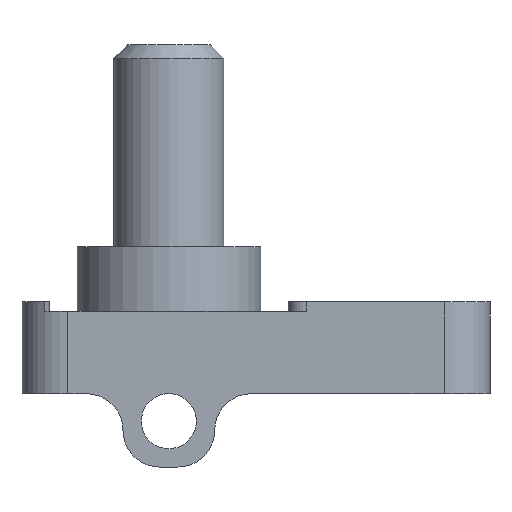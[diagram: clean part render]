
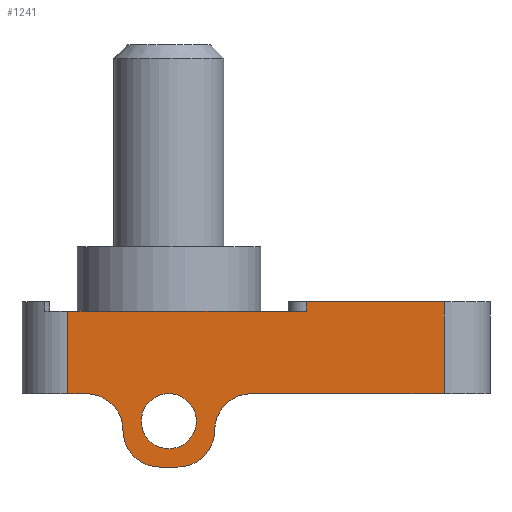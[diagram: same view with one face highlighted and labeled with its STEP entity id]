
A CAD part, front view. The second image highlights one B-rep face of the part: STEP entity #1241.
In plain terms, the highlighted planar face has unit normal (0, -1, 0).
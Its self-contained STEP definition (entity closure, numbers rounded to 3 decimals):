
#22 = CARTESIAN_POINT ( 'NONE',  ( 7.5, -5., 5. ) ) ;
#37 = CARTESIAN_POINT ( 'NONE',  ( -17.5, -5., 4.5 ) ) ;
#46 = ORIENTED_EDGE ( 'NONE', *, *, #479, .T. ) ;
#47 = DIRECTION ( 'NONE',  ( 1., 0., 0. ) ) ;
#69 = ORIENTED_EDGE ( 'NONE', *, *, #1596, .F. ) ;
#99 = DIRECTION ( 'NONE',  ( 0., 0., -1. ) ) ;
#108 = AXIS2_PLACEMENT_3D ( 'NONE', #803, #273, #2141 ) ;
#110 = CARTESIAN_POINT ( 'NONE',  ( 15., -5., 5. ) ) ;
#166 = LINE ( 'NONE', #1409, #1141 ) ;
#172 = DIRECTION ( 'NONE',  ( 0., 0., 1. ) ) ;
#180 = DIRECTION ( 'NONE',  ( -1., 0., 0. ) ) ;
#226 = DIRECTION ( 'NONE',  ( 1., 0., 0. ) ) ;
#229 = EDGE_CURVE ( 'NONE', #1577, #799, #1302, .T. ) ;
#244 = EDGE_CURVE ( 'NONE', #2170, #2053, #1597, .T. ) ;
#268 = VECTOR ( 'NONE', #226, 1000. ) ;
#273 = DIRECTION ( 'NONE',  ( 0., -1., 0. ) ) ;
#280 = VECTOR ( 'NONE', #613, 1000. ) ;
#309 = CIRCLE ( 'NONE', #2162, 2. ) ;
#321 = ORIENTED_EDGE ( 'NONE', *, *, #1879, .T. ) ;
#340 = CARTESIAN_POINT ( 'NONE',  ( -4.5, -5., 0. ) ) ;
#360 = PLANE ( 'NONE',  #970 ) ;
#418 = CARTESIAN_POINT ( 'NONE',  ( 0., -5., -3. ) ) ;
#423 = VERTEX_POINT ( 'NONE', #340 ) ;
#435 = FACE_OUTER_BOUND ( 'NONE', #1656, .T. ) ;
#448 = DIRECTION ( 'NONE',  ( 0., 0., -1. ) ) ;
#479 = EDGE_CURVE ( 'NONE', #879, #2170, #1443, .T. ) ;
#488 = FACE_BOUND ( 'NONE', #1921, .T. ) ;
#526 = CARTESIAN_POINT ( 'NONE',  ( 0.5, -5., -4. ) ) ;
#547 = EDGE_CURVE ( 'NONE', #1334, #1796, #2188, .T. ) ;
#551 = ORIENTED_EDGE ( 'NONE', *, *, #547, .F. ) ;
#565 = VECTOR ( 'NONE', #180, 1000. ) ;
#613 = DIRECTION ( 'NONE',  ( 1., 0., 0. ) ) ;
#615 = VECTOR ( 'NONE', #1959, 1000. ) ;
#631 = VERTEX_POINT ( 'NONE', #734 ) ;
#638 = CARTESIAN_POINT ( 'NONE',  ( 2.5, -5., -2. ) ) ;
#678 = AXIS2_PLACEMENT_3D ( 'NONE', #1375, #863, #172 ) ;
#695 = DIRECTION ( 'NONE',  ( 0., 1., 0. ) ) ;
#701 = CARTESIAN_POINT ( 'NONE',  ( 2.5, -5., -4. ) ) ;
#727 = LINE ( 'NONE', #37, #268 ) ;
#734 = CARTESIAN_POINT ( 'NONE',  ( -5.5, -5., 0. ) ) ;
#751 = CARTESIAN_POINT ( 'NONE',  ( 0., -5., -1.5 ) ) ;
#757 = VECTOR ( 'NONE', #47, 1000. ) ;
#794 = CARTESIAN_POINT ( 'NONE',  ( -17.5, -5., 5. ) ) ;
#799 = VERTEX_POINT ( 'NONE', #956 ) ;
#803 = CARTESIAN_POINT ( 'NONE',  ( 0.5, -5., -2. ) ) ;
#820 = DIRECTION ( 'NONE',  ( 0., -1., 0. ) ) ;
#834 = CIRCLE ( 'NONE', #982, 1.5 ) ;
#842 = ORIENTED_EDGE ( 'NONE', *, *, #1186, .T. ) ;
#863 = DIRECTION ( 'NONE',  ( 0., -1., 0. ) ) ;
#879 = VERTEX_POINT ( 'NONE', #638 ) ;
#896 = EDGE_CURVE ( 'NONE', #423, #1852, #309, .T. ) ;
#926 = ORIENTED_EDGE ( 'NONE', *, *, #1946, .F. ) ;
#956 = CARTESIAN_POINT ( 'NONE',  ( 0., -5., 0. ) ) ;
#970 = AXIS2_PLACEMENT_3D ( 'NONE', #1537, #1082, #1252 ) ;
#982 = AXIS2_PLACEMENT_3D ( 'NONE', #751, #2125, #1615 ) ;
#989 = CARTESIAN_POINT ( 'NONE',  ( -5.5, -5., 4.5 ) ) ;
#1019 = VERTEX_POINT ( 'NONE', #1095 ) ;
#1039 = CARTESIAN_POINT ( 'NONE',  ( -2.5, -5., -2. ) ) ;
#1082 = DIRECTION ( 'NONE',  ( 0., 1., 0. ) ) ;
#1095 = CARTESIAN_POINT ( 'NONE',  ( 7.5, -5., 4.5 ) ) ;
#1104 = VERTEX_POINT ( 'NONE', #110 ) ;
#1118 = LINE ( 'NONE', #1390, #757 ) ;
#1127 = ORIENTED_EDGE ( 'NONE', *, *, #2139, .F. ) ;
#1141 = VECTOR ( 'NONE', #1751, 1000. ) ;
#1145 = LINE ( 'NONE', #2083, #1436 ) ;
#1163 = CARTESIAN_POINT ( 'NONE',  ( -0.5, -5., -4. ) ) ;
#1186 = EDGE_CURVE ( 'NONE', #1767, #631, #1354, .T. ) ;
#1241 = ADVANCED_FACE ( 'NONE', ( #488, #435 ), #360, .F. ) ;
#1252 = DIRECTION ( 'NONE',  ( 0., 0., 1. ) ) ;
#1256 = ORIENTED_EDGE ( 'NONE', *, *, #1652, .T. ) ;
#1267 = VECTOR ( 'NONE', #2030, 1000. ) ;
#1296 = CIRCLE ( 'NONE', #108, 2. ) ;
#1302 = CIRCLE ( 'NONE', #1984, 1.5 ) ;
#1308 = CARTESIAN_POINT ( 'NONE',  ( 0., -5., -1.5 ) ) ;
#1334 = VERTEX_POINT ( 'NONE', #526 ) ;
#1336 = DIRECTION ( 'NONE',  ( 0., 0., 1. ) ) ;
#1342 = AXIS2_PLACEMENT_3D ( 'NONE', #1724, #1374, #1721 ) ;
#1354 = LINE ( 'NONE', #1967, #1841 ) ;
#1358 = CARTESIAN_POINT ( 'NONE',  ( -4.5, -5., -2. ) ) ;
#1367 = ORIENTED_EDGE ( 'NONE', *, *, #2046, .F. ) ;
#1374 = DIRECTION ( 'NONE',  ( 0., 1., 0. ) ) ;
#1375 = CARTESIAN_POINT ( 'NONE',  ( -0.5, -5., -2. ) ) ;
#1390 = CARTESIAN_POINT ( 'NONE',  ( -17.5, -5., 0. ) ) ;
#1409 = CARTESIAN_POINT ( 'NONE',  ( -17.5, -5., 4.5 ) ) ;
#1427 = EDGE_CURVE ( 'NONE', #631, #423, #1118, .T. ) ;
#1436 = VECTOR ( 'NONE', #1776, 1000. ) ;
#1443 = CIRCLE ( 'NONE', #1342, 2. ) ;
#1497 = EDGE_CURVE ( 'NONE', #2053, #1104, #1145, .T. ) ;
#1513 = CARTESIAN_POINT ( 'NONE',  ( 7.5, -5., 5. ) ) ;
#1519 = CARTESIAN_POINT ( 'NONE',  ( 4.5, -5., 0. ) ) ;
#1537 = CARTESIAN_POINT ( 'NONE',  ( -17.5, -5., 5. ) ) ;
#1577 = VERTEX_POINT ( 'NONE', #418 ) ;
#1596 = EDGE_CURVE ( 'NONE', #1767, #2128, #166, .T. ) ;
#1597 = LINE ( 'NONE', #1809, #280 ) ;
#1615 = DIRECTION ( 'NONE',  ( 0., 0., -1. ) ) ;
#1652 = EDGE_CURVE ( 'NONE', #1334, #879, #1296, .T. ) ;
#1656 = EDGE_LOOP ( 'NONE', ( #69, #842, #1823, #1917, #321, #551, #1256, #46, #1773, #2142, #1127, #1765, #926 ) ) ;
#1671 = LINE ( 'NONE', #1513, #1267 ) ;
#1682 = CARTESIAN_POINT ( 'NONE',  ( 0., -5., 4.5 ) ) ;
#1721 = DIRECTION ( 'NONE',  ( 0., 0., 1. ) ) ;
#1724 = CARTESIAN_POINT ( 'NONE',  ( 4.5, -5., -2. ) ) ;
#1751 = DIRECTION ( 'NONE',  ( 1., 0., 0. ) ) ;
#1765 = ORIENTED_EDGE ( 'NONE', *, *, #1901, .T. ) ;
#1767 = VERTEX_POINT ( 'NONE', #989 ) ;
#1773 = ORIENTED_EDGE ( 'NONE', *, *, #244, .T. ) ;
#1776 = DIRECTION ( 'NONE',  ( 0., 0., 1. ) ) ;
#1796 = VERTEX_POINT ( 'NONE', #1163 ) ;
#1809 = CARTESIAN_POINT ( 'NONE',  ( -17.5, -5., 0. ) ) ;
#1823 = ORIENTED_EDGE ( 'NONE', *, *, #1427, .T. ) ;
#1841 = VECTOR ( 'NONE', #99, 1000. ) ;
#1852 = VERTEX_POINT ( 'NONE', #1039 ) ;
#1872 = VERTEX_POINT ( 'NONE', #22 ) ;
#1879 = EDGE_CURVE ( 'NONE', #1852, #1796, #1963, .T. ) ;
#1901 = EDGE_CURVE ( 'NONE', #1872, #1019, #1671, .T. ) ;
#1917 = ORIENTED_EDGE ( 'NONE', *, *, #896, .T. ) ;
#1921 = EDGE_LOOP ( 'NONE', ( #2009, #1367 ) ) ;
#1946 = EDGE_CURVE ( 'NONE', #2128, #1019, #727, .T. ) ;
#1959 = DIRECTION ( 'NONE',  ( 1., 0., 0. ) ) ;
#1963 = CIRCLE ( 'NONE', #678, 2. ) ;
#1967 = CARTESIAN_POINT ( 'NONE',  ( -5.5, -5., 5. ) ) ;
#1984 = AXIS2_PLACEMENT_3D ( 'NONE', #1308, #820, #448 ) ;
#2009 = ORIENTED_EDGE ( 'NONE', *, *, #229, .F. ) ;
#2030 = DIRECTION ( 'NONE',  ( 0., 0., -1. ) ) ;
#2046 = EDGE_CURVE ( 'NONE', #799, #1577, #834, .T. ) ;
#2053 = VERTEX_POINT ( 'NONE', #2094 ) ;
#2064 = LINE ( 'NONE', #794, #615 ) ;
#2083 = CARTESIAN_POINT ( 'NONE',  ( 15., -5., 5. ) ) ;
#2094 = CARTESIAN_POINT ( 'NONE',  ( 15., -5., 0. ) ) ;
#2125 = DIRECTION ( 'NONE',  ( 0., -1., 0. ) ) ;
#2128 = VERTEX_POINT ( 'NONE', #1682 ) ;
#2139 = EDGE_CURVE ( 'NONE', #1872, #1104, #2064, .T. ) ;
#2141 = DIRECTION ( 'NONE',  ( 0., 0., 1. ) ) ;
#2142 = ORIENTED_EDGE ( 'NONE', *, *, #1497, .T. ) ;
#2162 = AXIS2_PLACEMENT_3D ( 'NONE', #1358, #695, #1336 ) ;
#2170 = VERTEX_POINT ( 'NONE', #1519 ) ;
#2188 = LINE ( 'NONE', #701, #565 ) ;
